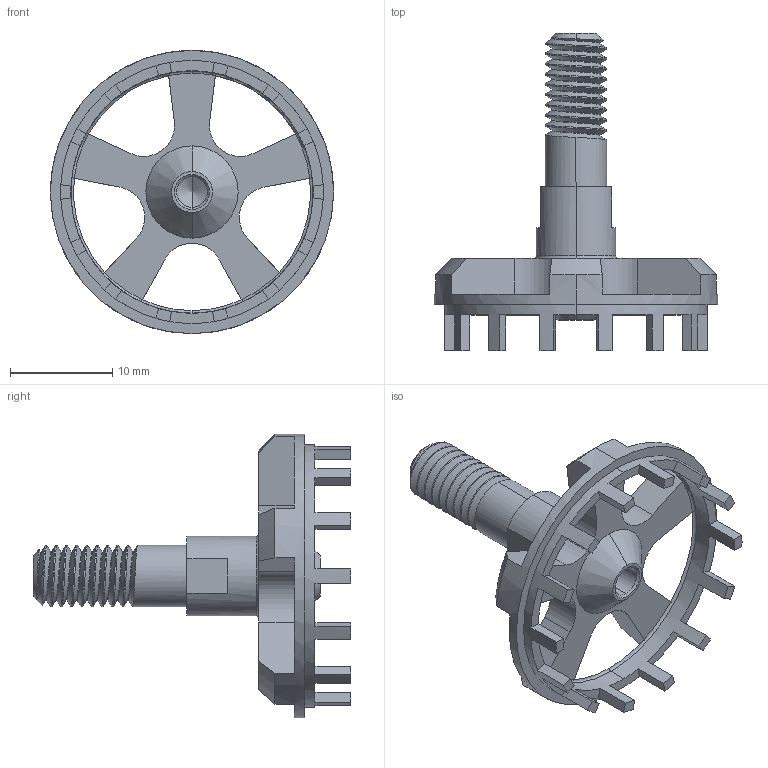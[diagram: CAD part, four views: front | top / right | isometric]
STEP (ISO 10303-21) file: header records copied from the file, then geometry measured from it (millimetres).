
FILE_DESCRIPTION (( 'STEP AP203' ), '1' );
FILE_NAME ('Rotor_Default_sldprt.STEP', '2022-12-13T23:46:53', ( '' ), ( '' ), 'SwSTEP 2.0', 'SolidWorks 2022', '' );
FILE_SCHEMA (( 'CONFIG_CONTROL_DESIGN' ));
Length unit declared in the file: millimetre
Products named in the file (1): Rotor_Default_sldprt
Bounding box: 27.65 x 31 x 27.65 mm (x, y, z)
Volume: 1843.2 mm3; surface area: 2453.3 mm2
Topology: 1 solids, 1 shells, 162 faces, 480 edges, 311 vertices
Faces by surface type: plane 84, cylinder 57, cone 13, bspline 4, torus 4
Entity records: 7750 total; most frequent: CARTESIAN_POINT 3508, ORIENTED_EDGE 956, DIRECTION 829, EDGE_CURVE 478, VERTEX_POINT 311, AXIS2_PLACEMENT_3D 296, LINE 237, VECTOR 237
